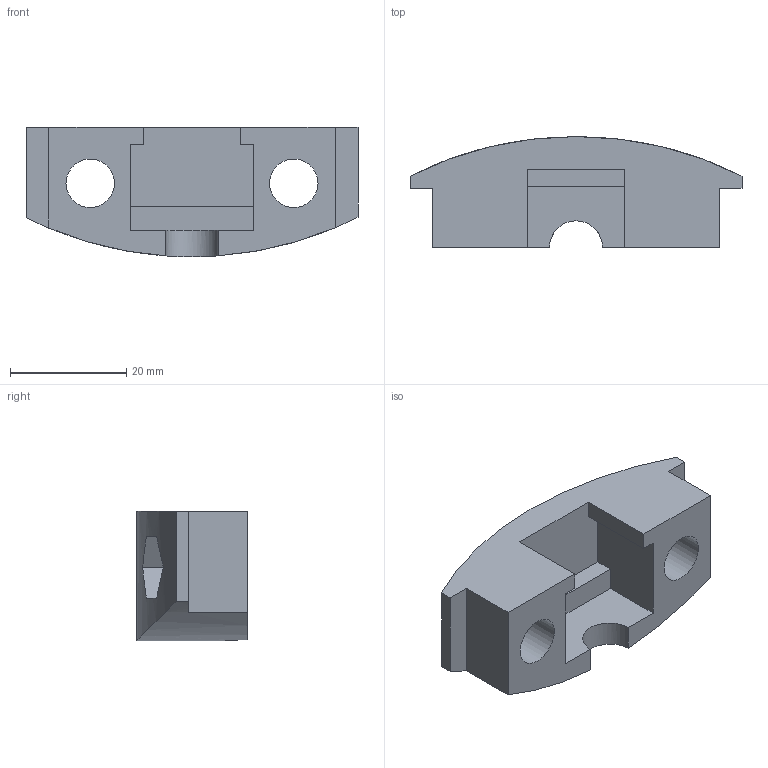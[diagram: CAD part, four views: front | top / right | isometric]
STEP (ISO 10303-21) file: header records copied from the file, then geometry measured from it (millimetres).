
FILE_DESCRIPTION(/* description */ (''),/* implementation_level */ '2;1');
FILE_NAME(/* name */ 'vise_guide',/* time_stamp */ '1999-06-17T17:23:17-04:00',/* author */ ('PC User'),/* organization */ ('3D/EYE, Inc.'),/* preprocessor_version */ 'ST-DEVELOPER 1.6',/* originating_system */ 'IronCAD2.0',/* authorisation */ '');
FILE_SCHEMA (('CONFIG_CONTROL_DESIGN'));
Products named in the file (1): 1
Bounding box: 57.15 x 19.05 x 22.31 mm (x, y, z)
Volume: 11161.1 mm3; surface area: 5828.1 mm2
Topology: 1 solids, 1 shells, 38 faces, 104 edges, 70 vertices
Faces by surface type: plane 33, cylinder 5
Full cylindrical faces by diameter (mm): 8.331 x2
Entity records: 1326 total; most frequent: CARTESIAN_POINT 229, ORIENTED_EDGE 200, DIRECTION 155, EDGE_CURVE 100, INTERSECTION_CURVE 100, LINE 72, VECTOR 72, VERTEX_POINT 68
